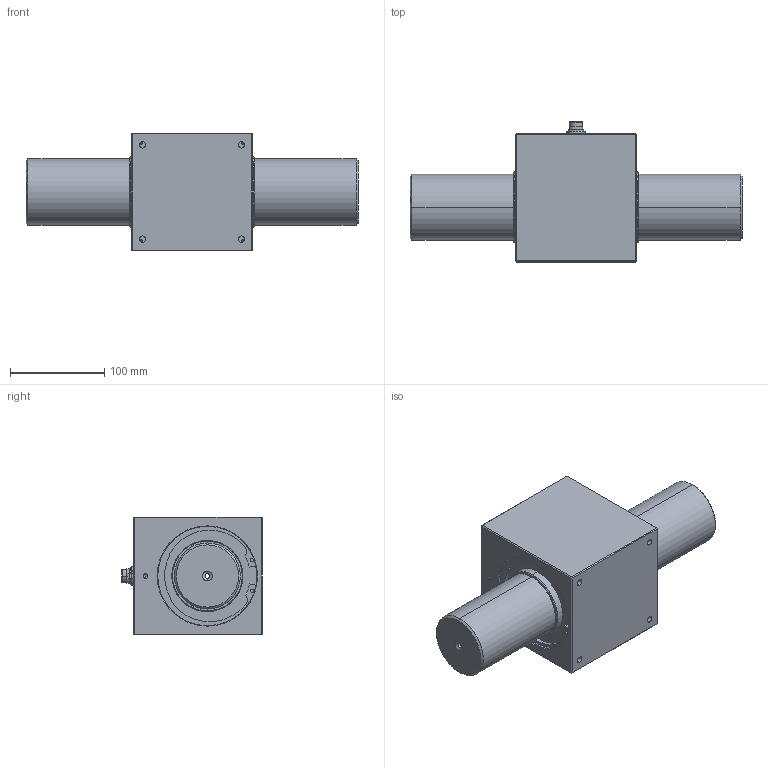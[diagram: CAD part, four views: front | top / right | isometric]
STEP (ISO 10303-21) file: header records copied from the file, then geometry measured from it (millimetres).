
FILE_DESCRIPTION (( 'STEP AP203' ), '1' );
FILE_NAME ('DRDL-V.STEP', '2011-08-30T07:14:27', ( 'ETH' ), ( '' ), 'SwSTEP 2.0', 'SolidWorks 2011', '' );
FILE_SCHEMA (( 'CONFIG_CONTROL_DESIGN' ));
Length unit declared in the file: millimetre
Products named in the file (1): DRDL-V
Bounding box: 352 x 148.6 x 125 mm (x, y, z)
Surface area: 177462.9 mm2 (no closed solid volume)
Topology: 0 solids, 23 shells, 287 faces, 882 edges, 613 vertices
Faces by surface type: plane 96, cylinder 80, cone 64, torus 31, sphere 16
Entity records: 10307 total; most frequent: CARTESIAN_POINT 2120, DIRECTION 1939, ORIENTED_EDGE 1386, EDGE_CURVE 880, AXIS2_PLACEMENT_3D 797, VERTEX_POINT 613, CIRCLE 509, VECTOR 345
